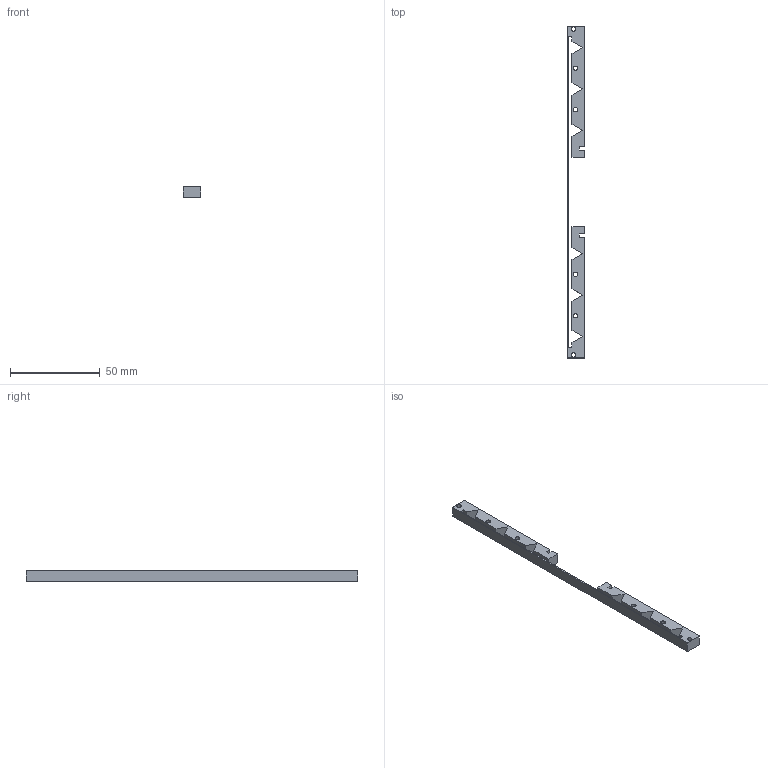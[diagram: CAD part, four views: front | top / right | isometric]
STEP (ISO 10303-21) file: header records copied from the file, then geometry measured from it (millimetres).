
FILE_DESCRIPTION(/* description */ (''),/* implementation_level */ '2;1');
FILE_NAME(/* name */ '02d615cf-94b8-40b1-b985-f1e00a91e7e9.stp',/* time_stamp */ '2019-03-12T20:49:30+01:00',/* author */ (''),/* organization */ (''),/* preprocessor_version */ 'ST-DEVELOPER v17.2',/* originating_system */ 'Autodesk Translation Framework v7.6.0.251',/* authorisation */ '');
FILE_SCHEMA (('AUTOMOTIVE_DESIGN { 1 0 10303 214 3 1 1 }'));
Length unit declared in the file: millimetre
Products named in the file (3): tendon_20_3mm.vcp; tendon_20_3mm; Part_235759
Assembly tree (2 placements, depth 3):
  tendon_20_3mm.vcp
    tendon_20_3mm
      Part_235759
Bounding box: 9.5 x 184.56 x 6 mm (x, y, z)
Volume: 5867 mm3; surface area: 6598.8 mm2
Topology: 1 solids, 1 shells, 46 faces, 132 edges, 88 vertices
Faces by surface type: plane 40, cylinder 6
Full cylindrical faces by diameter (mm): 2.5 x6
Entity records: 1592 total; most frequent: CARTESIAN_POINT 271, ORIENTED_EDGE 264, DIRECTION 246, EDGE_CURVE 132, LINE 120, VECTOR 120, VERTEX_POINT 88, AXIS2_PLACEMENT_3D 63
